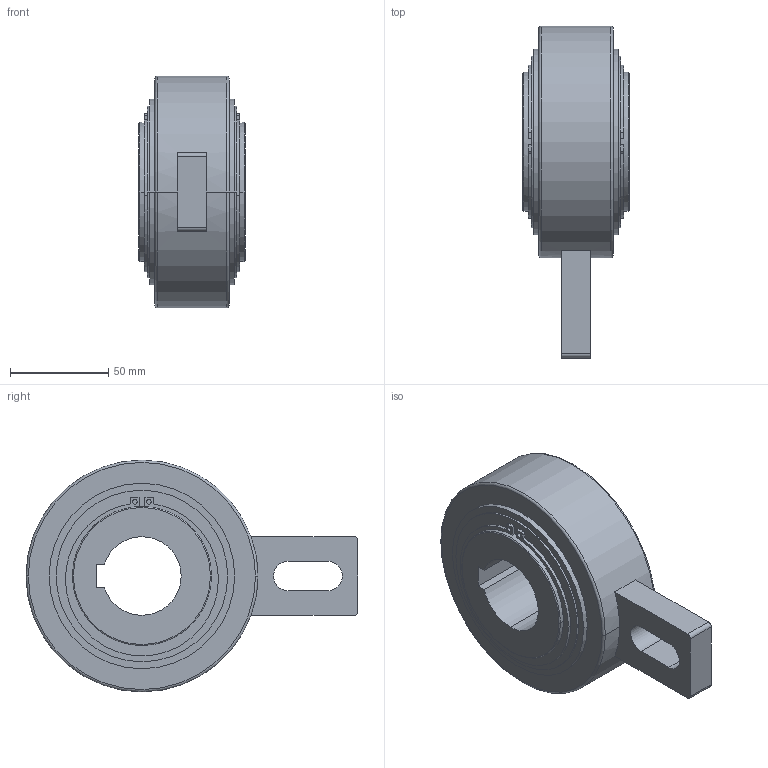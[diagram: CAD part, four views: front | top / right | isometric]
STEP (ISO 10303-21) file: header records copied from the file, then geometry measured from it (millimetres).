
FILE_DESCRIPTION(('STEP AP214'),'1');
FILE_NAME('gv_40.stp','2019-09-14T10:09:18',('TraceParts'),('TraceParts S.A.'),'Spatial InterOp 3D',' ',' ');
FILE_SCHEMA(('AUTOMOTIVE_DESIGN { 1 0 10303 214 1 1 1 1 }'));
Length unit declared in the file: millimetre
Products named in the file (1): gv_40
Bounding box: 54 x 169 x 118 mm (x, y, z)
Volume: 454518.6 mm3; surface area: 50448.6 mm2
Topology: 1 solids, 1 shells, 83 faces, 213 edges, 142 vertices
Faces by surface type: cylinder 39, plane 36, torus 8
Entity records: 2600 total; most frequent: DIRECTION 491, CARTESIAN_POINT 439, ORIENTED_EDGE 426, EDGE_CURVE 213, AXIS2_PLACEMENT_3D 194, VERTEX_POINT 142, CIRCLE 110, LINE 103
